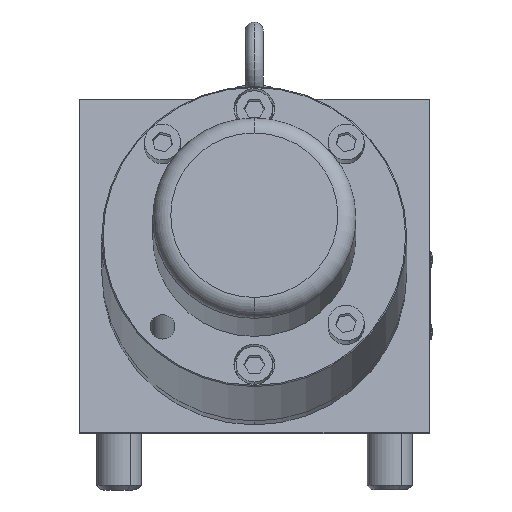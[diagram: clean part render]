
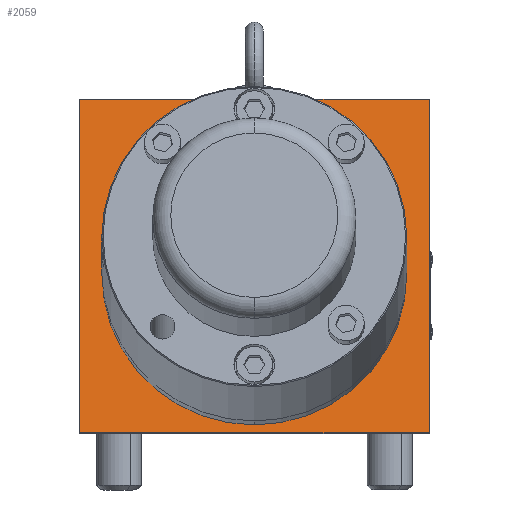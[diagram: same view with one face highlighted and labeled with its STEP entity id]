
A CAD part, left-side view. The second image highlights one B-rep face of the part: STEP entity #2059.
In plain terms, the highlighted planar face has unit normal (-0.985, 0, 0.174).
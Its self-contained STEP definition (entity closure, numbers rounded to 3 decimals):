
#2059=ADVANCED_FACE('',(#5325,#5326),#5327,.T.);
#5325=FACE_BOUND('',#10259,.T.);
#5326=FACE_OUTER_BOUND('',#10260,.T.);
#5327=PLANE('',#10261);
#10259=EDGE_LOOP('',(#16002,#16003));
#10260=EDGE_LOOP('',(#16004,#16005,#16006,#16007));
#10261=AXIS2_PLACEMENT_3D('',#16008,#16009,#16010);
#16002=ORIENTED_EDGE('',*,*,#28518,.T.);
#16003=ORIENTED_EDGE('',*,*,#28867,.T.);
#16004=ORIENTED_EDGE('',*,*,#28908,.T.);
#16005=ORIENTED_EDGE('',*,*,#28909,.F.);
#16006=ORIENTED_EDGE('',*,*,#28833,.F.);
#16007=ORIENTED_EDGE('',*,*,#28749,.T.);
#16008=CARTESIAN_POINT('',(13.092,0.0,74.248));
#16009=DIRECTION('',(-0.985,0.0,0.174));
#16010=DIRECTION('',(0.174,0.0,0.985));
#28518=EDGE_CURVE('',#33690,#33687,#33691,.T.);
#28749=EDGE_CURVE('',#34069,#34067,#34070,.T.);
#28833=EDGE_CURVE('',#34069,#34167,#34168,.T.);
#28867=EDGE_CURVE('',#33687,#33690,#34207,.T.);
#28908=EDGE_CURVE('',#34067,#34252,#34253,.T.);
#28909=EDGE_CURVE('',#34167,#34252,#34254,.T.);
#33687=VERTEX_POINT('',#41223);
#33690=VERTEX_POINT('',#41227);
#33691=CIRCLE('',#41228,45.);
#34067=VERTEX_POINT('',#41776);
#34069=VERTEX_POINT('',#41779);
#34070=LINE('',#41780,#41781);
#34167=VERTEX_POINT('',#41924);
#34168=LINE('',#41925,#41926);
#34207=CIRCLE('',#42034,45.);
#34252=VERTEX_POINT('',#42092);
#34253=LINE('',#42093,#42094);
#34254=LINE('',#42095,#42096);
#41223=CARTESIAN_POINT('',(20.906,77.5,118.564));
#41227=CARTESIAN_POINT('',(5.278,77.5,29.932));
#41228=AXIS2_PLACEMENT_3D('',#54029,#54030,#54031);
#41776=CARTESIAN_POINT('',(26.116,155.0,148.109));
#41779=CARTESIAN_POINT('',(26.116,0.0,148.109));
#41780=CARTESIAN_POINT('',(26.116,0.0,148.109));
#41781=VECTOR('',#54415,1.0);
#41924=CARTESIAN_POINT('',(0.068,0.0,0.388));
#41925=CARTESIAN_POINT('',(26.116,0.0,148.109));
#41926=VECTOR('',#54531,1.0);
#42034=AXIS2_PLACEMENT_3D('',#54583,#54584,#54585);
#42092=CARTESIAN_POINT('',(0.068,155.0,0.388));
#42093=CARTESIAN_POINT('',(26.116,155.0,148.109));
#42094=VECTOR('',#54623,1.0);
#42095=CARTESIAN_POINT('',(0.068,0.0,0.388));
#42096=VECTOR('',#54624,1.0);
#54029=CARTESIAN_POINT('',(13.092,77.5,74.248));
#54030=DIRECTION('',(0.985,0.0,-0.174));
#54031=DIRECTION('',(0.174,0.0,0.985));
#54415=DIRECTION('',(0.0,1.0,0.0));
#54531=DIRECTION('',(-0.174,0.0,-0.985));
#54583=CARTESIAN_POINT('',(13.092,77.5,74.248));
#54584=DIRECTION('',(0.985,0.0,-0.174));
#54585=DIRECTION('',(0.174,0.0,0.985));
#54623=DIRECTION('',(-0.174,0.0,-0.985));
#54624=DIRECTION('',(0.0,1.0,0.0));
